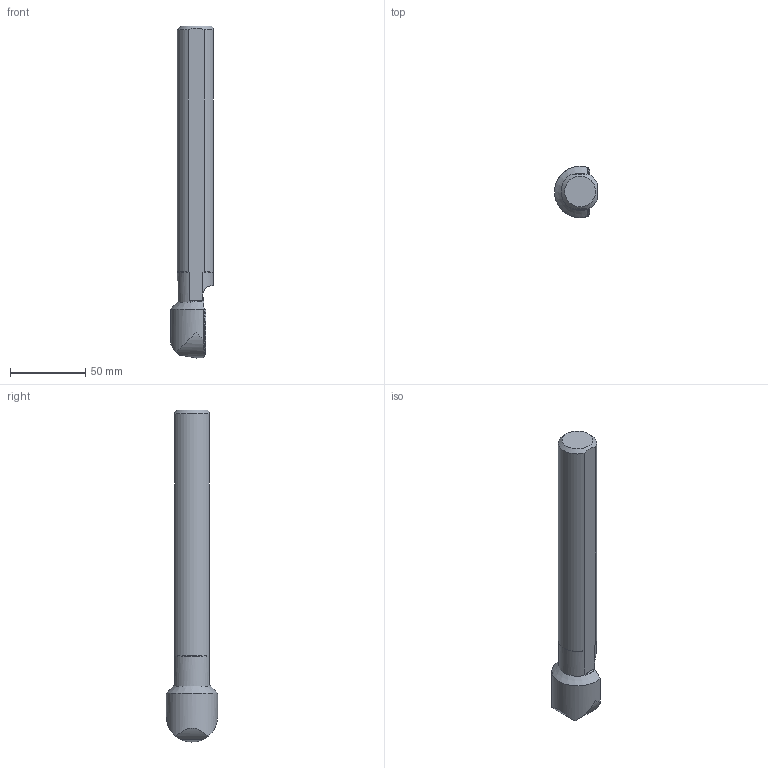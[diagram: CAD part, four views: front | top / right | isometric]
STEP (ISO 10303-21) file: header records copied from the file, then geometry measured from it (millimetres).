
FILE_DESCRIPTION(/* description */ (''),/* implementation_level */ '2;1');
FILE_NAME(/* name */ '1544174153001.stp',/* time_stamp */ '2018-12-07T14:46:01+05:00',/* author */ (''),/* organization */ ('SMS'),/* preprocessor_version */ 'ST-DEVELOPER v15',/* originating_system */ 'SIEMENS PLM Software NX 8.5',/* authorisation */ '');
FILE_SCHEMA (('AUTOMOTIVE_DESIGN { 1 0 10303 214 3 1 1 1 }'));
Length unit declared in the file: millimetre
Products named in the file (1): 201993355mod000_00
Bounding box: 28.51 x 34 x 220.2 mm (x, y, z)
Volume: 105829.4 mm3; surface area: 19799.7 mm2
Topology: 1 solids, 1 shells, 54 faces, 157 edges, 112 vertices
Faces by surface type: cylinder 23, cone 18, plane 13
Full cylindrical faces by diameter (mm): 4.2 x4, 5 x4, 6 x1, 6.009 x2, 8.65 x1, 32 x1
Entity records: 1671 total; most frequent: CARTESIAN_POINT 368, DIRECTION 264, ORIENTED_EDGE 226, AXIS2_PLACEMENT_3D 120, EDGE_CURVE 113, VERTEX_POINT 97, EDGE_LOOP 85, FACE_BOUND 68
